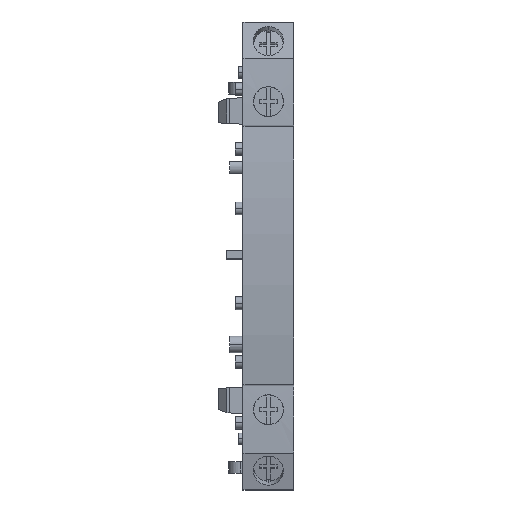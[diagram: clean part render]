
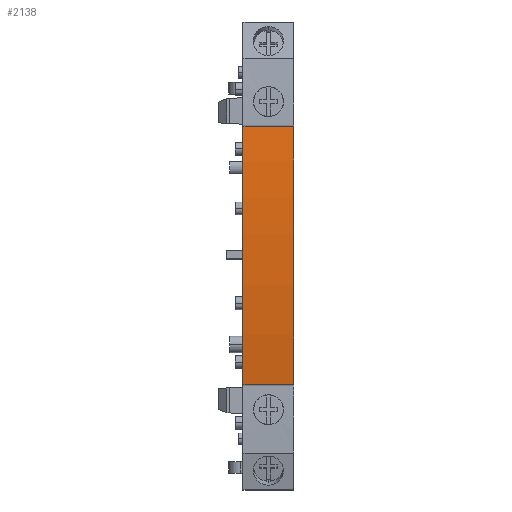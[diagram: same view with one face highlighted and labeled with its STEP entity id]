
A CAD part, top view. The second image highlights one B-rep face of the part: STEP entity #2138.
In plain terms, the highlighted cylindrical face has radius 160 mm (diameter 320 mm), a partial arc.
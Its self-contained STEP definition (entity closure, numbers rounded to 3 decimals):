
#15=CARTESIAN_POINT('',(-4.4,3.649,-126.172));
#16=DIRECTION('',(1.,0.,0.));
#17=DIRECTION('',(0.,0.117,0.993));
#18=AXIS2_PLACEMENT_3D('',#15,#16,#17);
#20=CARTESIAN_POINT('',(-4.4,3.649,-126.172));
#21=DIRECTION('',(1.,0.,0.));
#22=DIRECTION('',(0.,0.,1.));
#23=AXIS2_PLACEMENT_3D('',#20,#21,#22);
#445=DIRECTION('',(1.,0.,0.));
#446=VECTOR('',#445,8.8);
#447=CARTESIAN_POINT('',(-4.4,22.349,32.731));
#448=LINE('',#447,#446);
#449=DIRECTION('',(-1.,0.,0.));
#450=VECTOR('',#449,8.8);
#451=CARTESIAN_POINT('',(4.4,-22.359,31.7));
#452=LINE('',#451,#450);
#474=CARTESIAN_POINT('',(4.4,3.649,-126.172));
#475=DIRECTION('',(-1.,0.,0.));
#476=DIRECTION('',(0.,-0.163,0.987));
#477=AXIS2_PLACEMENT_3D('',#474,#475,#476);
#479=CARTESIAN_POINT('',(4.4,3.649,-126.172));
#480=DIRECTION('',(-1.,0.,0.));
#481=DIRECTION('',(0.,0.,1.));
#482=AXIS2_PLACEMENT_3D('',#479,#480,#481);
#1272=CARTESIAN_POINT('',(-4.4,22.349,32.731));
#1273=VERTEX_POINT('',#1272);
#1274=CARTESIAN_POINT('',(-4.4,3.649,33.828));
#1275=VERTEX_POINT('',#1274);
#1276=CARTESIAN_POINT('',(-4.4,-22.359,31.7));
#1277=VERTEX_POINT('',#1276);
#1462=CARTESIAN_POINT('',(4.4,-22.359,31.7));
#1463=VERTEX_POINT('',#1462);
#1464=CARTESIAN_POINT('',(4.4,22.349,32.731));
#1465=VERTEX_POINT('',#1464);
#1466=CARTESIAN_POINT('',(4.4,3.649,33.828));
#1467=VERTEX_POINT('',#1466);
#2122=CARTESIAN_POINT('',(-4.4,3.649,-126.172));
#2123=DIRECTION('',(1.,0.,0.));
#2124=DIRECTION('',(0.,0.,-1.));
#2125=AXIS2_PLACEMENT_3D('',#2122,#2123,#2124);
#2126=CYLINDRICAL_SURFACE('',#2125,160.);
#2127=ORIENTED_EDGE('',*,*,#1657,.F.);
#2128=ORIENTED_EDGE('',*,*,#1655,.F.);
#2130=ORIENTED_EDGE('',*,*,#2129,.T.);
#2132=ORIENTED_EDGE('',*,*,#2131,.F.);
#2134=ORIENTED_EDGE('',*,*,#2133,.F.);
#2135=ORIENTED_EDGE('',*,*,#2114,.T.);
#2136=EDGE_LOOP('',(#2127,#2128,#2130,#2132,#2134,#2135));
#2137=FACE_OUTER_BOUND('',#2136,.F.);
#2138=ADVANCED_FACE('',(#2137),#2126,.T.);
#19=CIRCLE('',#18,160.);
#24=CIRCLE('',#23,160.);
#478=CIRCLE('',#477,160.);
#483=CIRCLE('',#482,160.);
#1655=EDGE_CURVE('',#1273,#1275,#19,.T.);
#1657=EDGE_CURVE('',#1275,#1277,#24,.T.);
#2114=EDGE_CURVE('',#1463,#1277,#452,.T.);
#2129=EDGE_CURVE('',#1273,#1465,#448,.T.);
#2131=EDGE_CURVE('',#1467,#1465,#483,.T.);
#2133=EDGE_CURVE('',#1463,#1467,#478,.T.);
